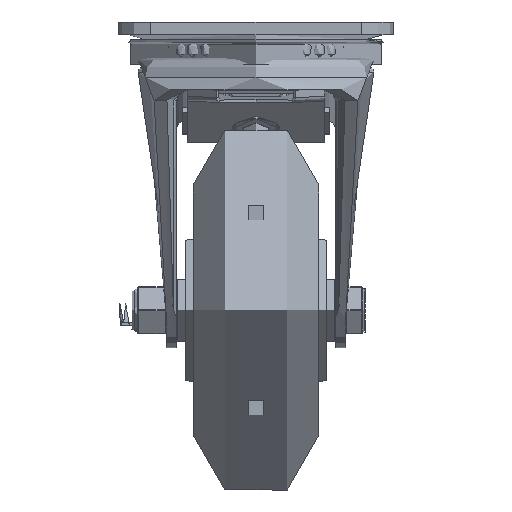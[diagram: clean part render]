
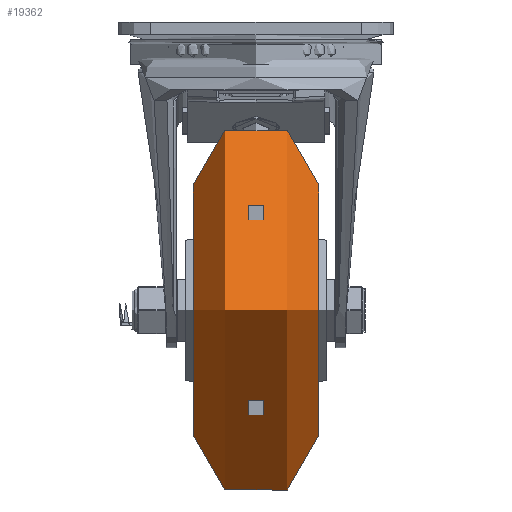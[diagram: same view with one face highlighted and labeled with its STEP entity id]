
A CAD part, left-side view. The second image highlights one B-rep face of the part: STEP entity #19362.
In plain terms, the highlighted toroidal (fillet/blend) face has major radius 50 mm and minor radius 25 mm.
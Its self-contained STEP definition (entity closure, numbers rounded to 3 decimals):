
#2669=TOROIDAL_SURFACE('',#21370,50.,25.);
#3093=FACE_OUTER_BOUND('',#4241,.T.);
#4241=EDGE_LOOP('',(#15250,#15251,#15252,#15253));
#8118=CIRCLE('',#21371,50.);
#8119=CIRCLE('',#21372,25.);
#8120=CIRCLE('',#21373,50.);
#9182=VERTEX_POINT('',#31918);
#9183=VERTEX_POINT('',#31920);
#11379=EDGE_CURVE('',#9182,#9182,#8118,.T.);
#11380=EDGE_CURVE('',#9182,#9183,#8119,.T.);
#11381=EDGE_CURVE('',#9183,#9183,#8120,.T.);
#15250=ORIENTED_EDGE('',*,*,#11379,.F.);
#15251=ORIENTED_EDGE('',*,*,#11380,.T.);
#15252=ORIENTED_EDGE('',*,*,#11381,.T.);
#15253=ORIENTED_EDGE('',*,*,#11380,.F.);
#19362=ADVANCED_FACE('',(#3093),#2669,.T.);
#21370=AXIS2_PLACEMENT_3D('',#31917,#24916,#24917);
#21371=AXIS2_PLACEMENT_3D('',#31919,#24918,#24919);
#21372=AXIS2_PLACEMENT_3D('',#31921,#24920,#24921);
#21373=AXIS2_PLACEMENT_3D('',#31922,#24922,#24923);
#24916=DIRECTION('center_axis',(0.,1.,0.));
#24917=DIRECTION('ref_axis',(0.,0.,1.));
#24918=DIRECTION('center_axis',(0.,1.,0.));
#24919=DIRECTION('ref_axis',(0.,0.,1.));
#24920=DIRECTION('center_axis',(-1.,0.,0.));
#24921=DIRECTION('ref_axis',(0.,0.,
-1.));
#24922=DIRECTION('center_axis',(0.,1.,0.));
#24923=DIRECTION('ref_axis',(0.,0.,1.));
#31917=CARTESIAN_POINT('Origin',(0.,0.,0.));
#31918=CARTESIAN_POINT('',(0.,25.,-50.));
#31919=CARTESIAN_POINT('Origin',(0.,25.,0.));
#31920=CARTESIAN_POINT('',(0.,-25.,-50.));
#31921=CARTESIAN_POINT('Origin',(0.,0.,
-50.));
#31922=CARTESIAN_POINT('Origin',(0.,-25.,0.));
